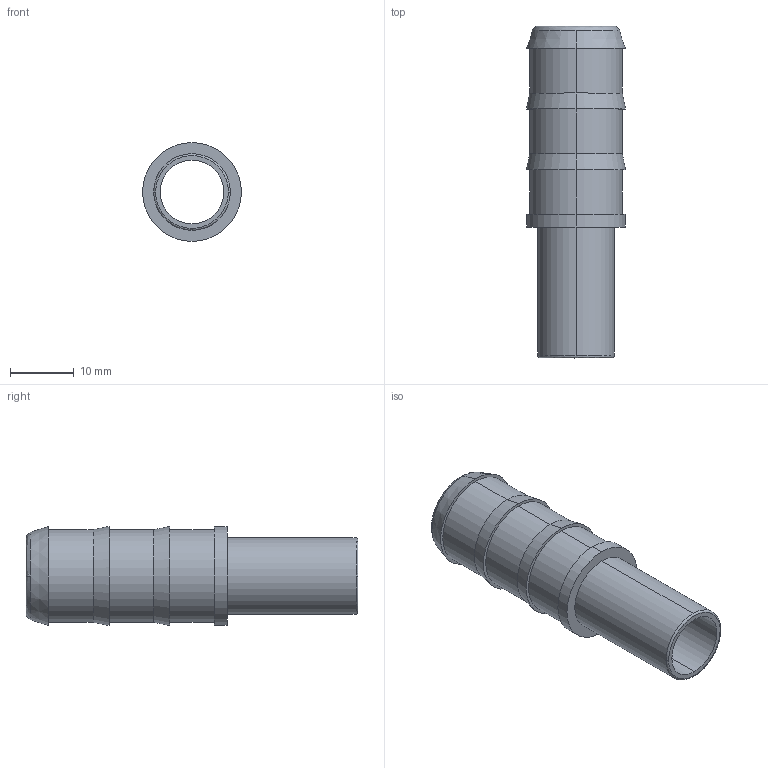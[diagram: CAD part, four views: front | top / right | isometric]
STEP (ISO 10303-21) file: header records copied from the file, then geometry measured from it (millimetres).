
FILE_DESCRIPTION (( 'STEP AP214' ), '1' );
FILE_NAME ('135400001GM00A.STEP', '2012-10-16T13:52:08', ( '' ), ( '' ), 'SwSTEP 2.0', 'SolidWorks 2012', '' );
FILE_SCHEMA (( 'AUTOMOTIVE_DESIGN' ));
Length unit declared in the file: millimetre
Products named in the file (1): 135400001GM00A
Bounding box: 15.5 x 52 x 15.5 mm (x, y, z)
Volume: 3046.6 mm3; surface area: 4201.4 mm2
Topology: 1 solids, 1 shells, 33 faces, 70 edges, 44 vertices
Faces by surface type: cylinder 14, cone 8, plane 7, bspline 4
Entity records: 982 total; most frequent: CARTESIAN_POINT 232, DIRECTION 162, ORIENTED_EDGE 140, AXIS2_PLACEMENT_3D 70, EDGE_CURVE 70, VERTEX_POINT 44, EDGE_LOOP 40, CIRCLE 40
